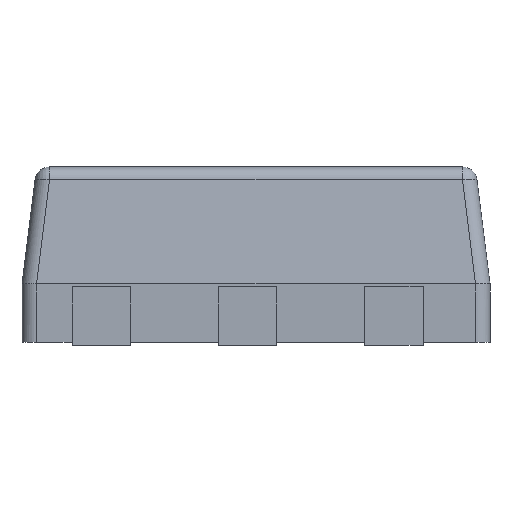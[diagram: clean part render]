
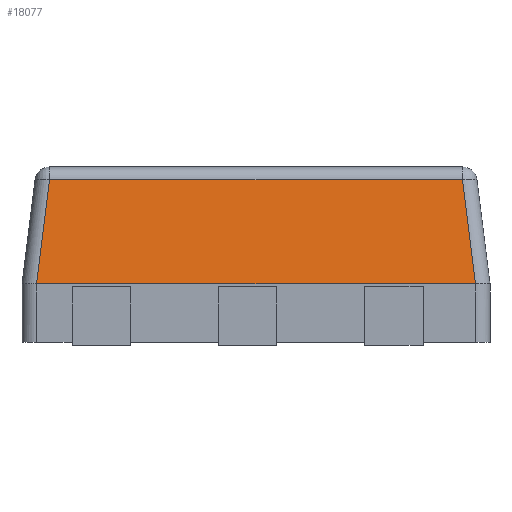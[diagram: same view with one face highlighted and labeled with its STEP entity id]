
A CAD part, left-side view. The second image highlights one B-rep face of the part: STEP entity #18077.
In plain terms, the highlighted planar face has unit normal (-0.992, 0, 0.124).
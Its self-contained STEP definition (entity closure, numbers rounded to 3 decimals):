
#871 = VECTOR ( 'NONE', #24335, 1000. ) ;
#923 = EDGE_CURVE ( 'NONE', #12045, #14135, #23400, .T. ) ;
#1062 = EDGE_CURVE ( 'NONE', #3172, #8459, #12553, .T. ) ;
#1488 = CARTESIAN_POINT ( 'NONE',  ( -0.555, 0., 0.566 ) ) ;
#2172 = CARTESIAN_POINT ( 'NONE',  ( -0.6, 0.75, 0.21 ) ) ;
#2303 = CARTESIAN_POINT ( 'NONE',  ( -0.6, 0.75, 0.21 ) ) ;
#2357 = VECTOR ( 'NONE', #5973, 1000. ) ;
#2425 = CARTESIAN_POINT ( 'NONE',  ( -0.6, 0.75, 0.21 ) ) ;
#2614 = ORIENTED_EDGE ( 'NONE', *, *, #18134, .F. ) ;
#3172 = VERTEX_POINT ( 'NONE', #9327 ) ;
#3189 = VECTOR ( 'NONE', #21182, 1000. ) ;
#3225 = CARTESIAN_POINT ( 'NONE',  ( -0.55, 0., 0.61 ) ) ;
#3329 = CARTESIAN_POINT ( 'NONE',  ( -0.6, -0.75, 0.21 ) ) ;
#3463 = DIRECTION ( 'NONE',  ( -0.992, 0., 0.124 ) ) ;
#4648 = EDGE_CURVE ( 'NONE', #14135, #3172, #12274, .T. ) ;
#4974 = DIRECTION ( 'NONE',  ( 0., 1., 0. ) ) ;
#5079 = EDGE_CURVE ( 'NONE', #5254, #23467, #21953, .T. ) ;
#5095 = PLANE ( 'NONE',  #13881 ) ;
#5254 = VERTEX_POINT ( 'NONE', #11237 ) ;
#5310 = ORIENTED_EDGE ( 'NONE', *, *, #4648, .T. ) ;
#5973 = DIRECTION ( 'NONE',  ( 0., 1., 0. ) ) ;
#6573 = VECTOR ( 'NONE', #19673, 1000. ) ;
#7216 = FACE_OUTER_BOUND ( 'NONE', #14677, .T. ) ;
#7493 = CARTESIAN_POINT ( 'NONE',  ( -0.6, -0.75, 0.21 ) ) ;
#8459 = VERTEX_POINT ( 'NONE', #19245 ) ;
#9327 = CARTESIAN_POINT ( 'NONE',  ( -0.555, -0.706, 0.566 ) ) ;
#10815 = CARTESIAN_POINT ( 'NONE',  ( -0.6, -0.75, 0.21 ) ) ;
#11237 = CARTESIAN_POINT ( 'NONE',  ( -0.6, 0.75, 0.21 ) ) ;
#11314 = CARTESIAN_POINT ( 'NONE',  ( -0.6, 0.8, 0.21 ) ) ;
#11553 = CARTESIAN_POINT ( 'NONE',  ( -0.6, -0.75, 0.21 ) ) ;
#11638 = CARTESIAN_POINT ( 'NONE',  ( -0.6, 0.75, 0.21 ) ) ;
#12045 = VERTEX_POINT ( 'NONE', #11553 ) ;
#12274 = LINE ( 'NONE', #21276, #6573 ) ;
#12553 = LINE ( 'NONE', #1488, #871 ) ;
#13881 = AXIS2_PLACEMENT_3D ( 'NONE', #3225, #3463, #4974 ) ;
#14135 = VERTEX_POINT ( 'NONE', #7493 ) ;
#14677 = EDGE_LOOP ( 'NONE', ( #2614, #22980, #5310, #18327, #23598, #23774 ) ) ;
#14696 = EDGE_CURVE ( 'NONE', #8459, #5254, #22925, .T. ) ;
#14923 = CARTESIAN_POINT ( 'NONE',  ( -0.6, -0.75, 0.21 ) ) ;
#18077 = ADVANCED_FACE ( 'NONE', ( #7216 ), #5095, .T. ) ;
#18134 = EDGE_CURVE ( 'NONE', #12045, #23467, #20813, .T. ) ;
#18327 = ORIENTED_EDGE ( 'NONE', *, *, #1062, .T. ) ;
#19245 = CARTESIAN_POINT ( 'NONE',  ( -0.555, 0.706, 0.566 ) ) ;
#19305 = CARTESIAN_POINT ( 'NONE',  ( -0.539, 0.69, 0.695 ) ) ;
#19673 = DIRECTION ( 'NONE',  ( 0.123, 0.123, 0.985 ) ) ;
#20554 = CARTESIAN_POINT ( 'NONE',  ( -0.6, -0.75, 0.21 ) ) ;
#20813 = LINE ( 'NONE', #11314, #2357 ) ;
#21182 = DIRECTION ( 'NONE',  ( -0.123, 0.123, -0.985 ) ) ;
#21276 = CARTESIAN_POINT ( 'NONE',  ( -0.539, -0.69, 0.695 ) ) ;
#21953 =( BOUNDED_CURVE ( )  B_SPLINE_CURVE ( 3, ( #2303, #11638, #2172, #2425 ),
 .UNSPECIFIED., .F., .F. ) 
 B_SPLINE_CURVE_WITH_KNOTS ( ( 4, 4 ),
 ( 6.275, 6.283 ),
 .UNSPECIFIED. ) 
 CURVE ( )  GEOMETRIC_REPRESENTATION_ITEM ( )  RATIONAL_B_SPLINE_CURVE ( ( 1., 1., 1., 1. ) ) 
 REPRESENTATION_ITEM ( '' )  );
#22925 = LINE ( 'NONE', #19305, #3189 ) ;
#22980 = ORIENTED_EDGE ( 'NONE', *, *, #923, .T. ) ;
#23400 =( BOUNDED_CURVE ( )  B_SPLINE_CURVE ( 3, ( #3329, #10815, #20554, #14923 ),
 .UNSPECIFIED., .F., .T. ) 
 B_SPLINE_CURVE_WITH_KNOTS ( ( 4, 4 ),
 ( 0., 0.008 ),
 .UNSPECIFIED. ) 
 CURVE ( )  GEOMETRIC_REPRESENTATION_ITEM ( )  RATIONAL_B_SPLINE_CURVE ( ( 1., 1., 1., 1. ) ) 
 REPRESENTATION_ITEM ( '' )  );
#23467 = VERTEX_POINT ( 'NONE', #23959 ) ;
#23598 = ORIENTED_EDGE ( 'NONE', *, *, #14696, .T. ) ;
#23774 = ORIENTED_EDGE ( 'NONE', *, *, #5079, .T. ) ;
#23959 = CARTESIAN_POINT ( 'NONE',  ( -0.6, 0.75, 0.21 ) ) ;
#24335 = DIRECTION ( 'NONE',  ( 0., 1., 0. ) ) ;
